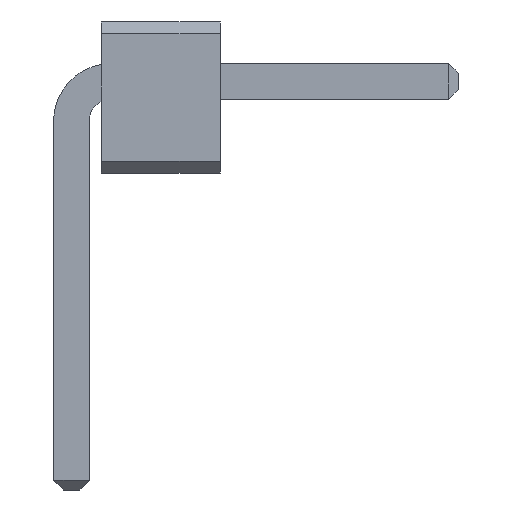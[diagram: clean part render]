
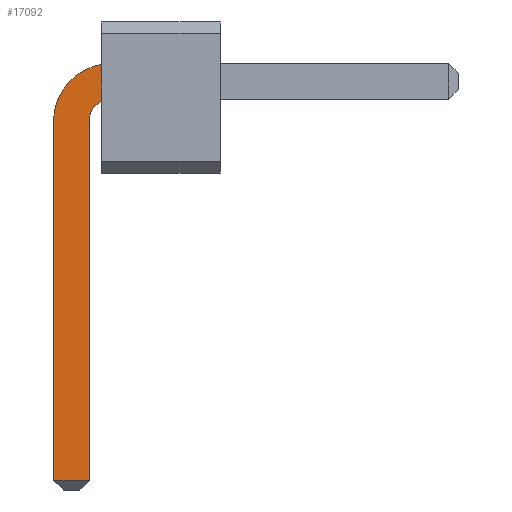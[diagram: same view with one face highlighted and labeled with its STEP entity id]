
A CAD part, front view. The second image highlights one B-rep face of the part: STEP entity #17092.
In plain terms, the highlighted planar face has unit normal (0, -1, 0).
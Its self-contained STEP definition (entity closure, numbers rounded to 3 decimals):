
#5758 = VERTEX_POINT('',#5759);
#5759 = CARTESIAN_POINT('',(0.25,-34.15,0.779));
#5767 = EDGE_CURVE('',#5758,#5768,#5770,.T.);
#5768 = VERTEX_POINT('',#5769);
#5769 = CARTESIAN_POINT('',(0.25,-34.15,0.467));
#5770 = LINE('',#5771,#5772);
#5771 = CARTESIAN_POINT('',(0.25,-34.15,0.1));
#5772 = VECTOR('',#5773,1.);
#5773 = DIRECTION('',(0.,0.,-1.));
#17007 = VERTEX_POINT('',#17008);
#17008 = CARTESIAN_POINT('',(-0.15,-34.15,0.335));
#17014 = EDGE_CURVE('',#17007,#5758,#17015,.T.);
#17015 = CIRCLE('',#17016,0.485);
#17016 = AXIS2_PLACEMENT_3D('',#17017,#17018,#17019);
#17017 = CARTESIAN_POINT('',(0.333,-34.15,0.302));
#17018 = DIRECTION('',(0.,1.,0.));
#17019 = DIRECTION('',(-0.998,0.,
0.069));
#17073 = EDGE_CURVE('',#5768,#17074,#17076,.T.);
#17074 = VERTEX_POINT('',#17075);
#17075 = CARTESIAN_POINT('',(0.15,-34.15,0.335));
#17076 = CIRCLE('',#17077,0.194);
#17077 = AXIS2_PLACEMENT_3D('',#17078,#17079,#17080);
#17078 = CARTESIAN_POINT('',(0.34,-34.15,0.295));
#17079 = DIRECTION('',(0.,-1.,0.));
#17080 = DIRECTION('',(-0.207,0.,0.978
));
#17092 = ADVANCED_FACE('',(#17093),#17120,.F.);
#17093 = FACE_BOUND('',#17094,.F.);
#17094 = EDGE_LOOP('',(#17095,#17096,#17097,#17105,#17113,#17119));
#17095 = ORIENTED_EDGE('',*,*,#5767,.T.);
#17096 = ORIENTED_EDGE('',*,*,#17073,.T.);
#17097 = ORIENTED_EDGE('',*,*,#17098,.T.);
#17098 = EDGE_CURVE('',#17074,#17099,#17101,.T.);
#17099 = VERTEX_POINT('',#17100);
#17100 = CARTESIAN_POINT('',(0.15,-34.15,-2.72));
#17101 = LINE('',#17102,#17103);
#17102 = CARTESIAN_POINT('',(0.15,-34.15,0.335));
#17103 = VECTOR('',#17104,1.);
#17104 = DIRECTION('',(0.,0.,-1.));
#17105 = ORIENTED_EDGE('',*,*,#17106,.T.);
#17106 = EDGE_CURVE('',#17099,#17107,#17109,.T.);
#17107 = VERTEX_POINT('',#17108);
#17108 = CARTESIAN_POINT('',(-0.15,-34.15,-2.72));
#17109 = LINE('',#17110,#17111);
#17110 = CARTESIAN_POINT('',(0.15,-34.15,-2.72));
#17111 = VECTOR('',#17112,1.);
#17112 = DIRECTION('',(-1.,0.,0.));
#17113 = ORIENTED_EDGE('',*,*,#17114,.T.);
#17114 = EDGE_CURVE('',#17107,#17007,#17115,.T.);
#17115 = LINE('',#17116,#17117);
#17116 = CARTESIAN_POINT('',(-0.15,-34.15,-2.8));
#17117 = VECTOR('',#17118,1.);
#17118 = DIRECTION('',(0.,0.,1.));
#17119 = ORIENTED_EDGE('',*,*,#17014,.T.);
#17120 = PLANE('',#17121);
#17121 = AXIS2_PLACEMENT_3D('',#17122,#17123,#17124);
#17122 = CARTESIAN_POINT('',(0.841,-34.15,-0.301));
#17123 = DIRECTION('',(0.,1.,-0.));
#17124 = DIRECTION('',(0.,0.,-1.));
